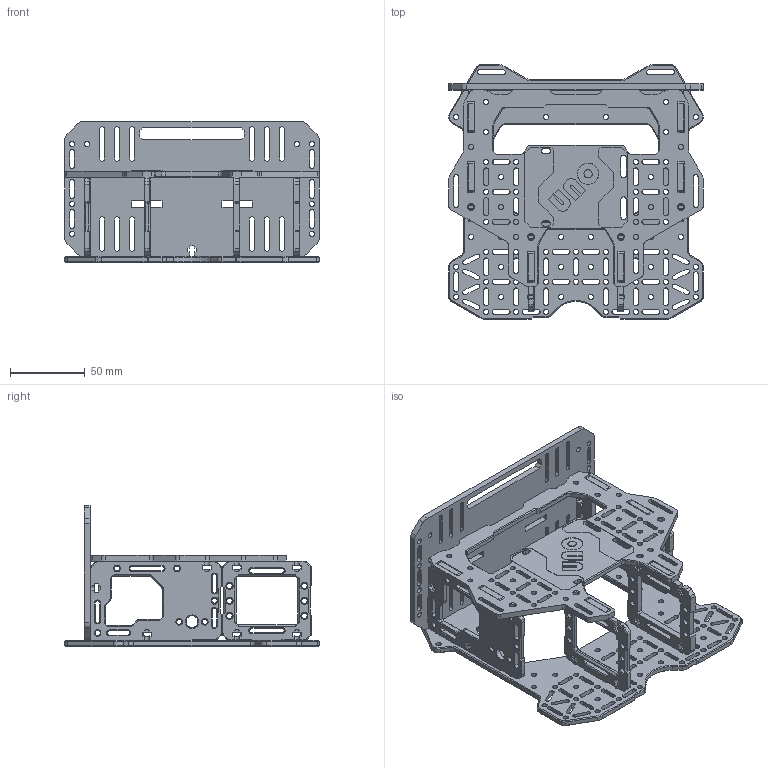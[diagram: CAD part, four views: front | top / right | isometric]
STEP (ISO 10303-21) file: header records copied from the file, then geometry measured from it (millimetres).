
FILE_DESCRIPTION(('STEP AP203'), '1');
FILE_NAME('MidiQ-鎚霟-v2', '2025-09-20T04:06:53', ('KiraFlux'), ('https://github.com/KiraFlux/Botix'), 'C3D Converter', 'C3D Toolkit', '');
FILE_SCHEMA(('CONFIG_CONTROL_DESIGN'));
Length unit declared in the file: millimetre
Bounding box: 170 x 170 x 94 mm (x, y, z)
Volume: 199576.4 mm3; surface area: 138826.1 mm2
Topology: 7 solids, 7 shells, 1754 faces, 4895 edges, 3154 vertices
Faces by surface type: plane 1022, cylinder 518, cone 186, extrusion 28
Full cylindrical faces by diameter (mm): 3.4 x11, 3.5 x106, 3.6 x12, 8 x2
Entity records: 56087 total; most frequent: CARTESIAN_POINT 9857, ORIENTED_EDGE 9440, DIRECTION 9354, EDGE_CURVE 4720, VECTOR 3444, LINE 3416, VERTEX_POINT 3154, AXIS2_PLACEMENT_3D 2955
